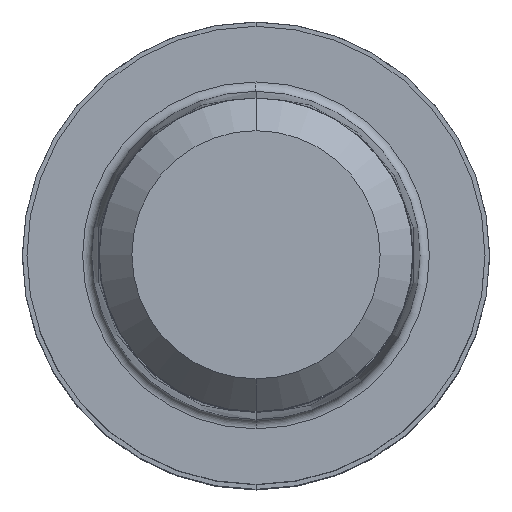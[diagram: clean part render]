
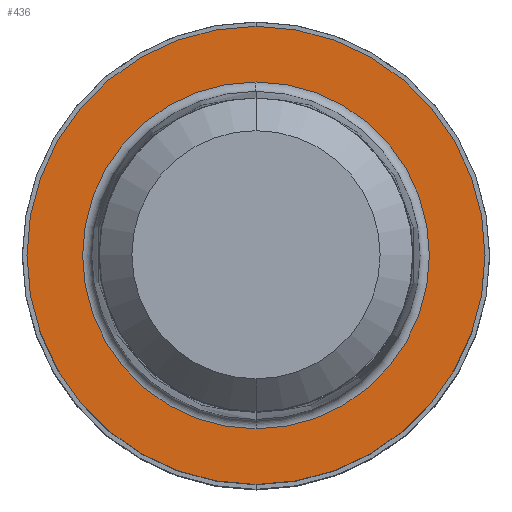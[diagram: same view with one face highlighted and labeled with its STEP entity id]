
A CAD part, top view. The second image highlights one B-rep face of the part: STEP entity #436.
In plain terms, the highlighted planar face has unit normal (0, 0, 1).
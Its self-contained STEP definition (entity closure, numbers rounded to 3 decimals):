
#222=VERTEX_POINT('',#522);
#230=EDGE_CURVE('',#246,#352,#532,.T.);
#246=VERTEX_POINT('',#549);
#272=EDGE_CURVE('',#352,#246,#580,.T.);
#352=VERTEX_POINT('',#672);
#416=EDGE_CURVE('',#222,#434,#741,.T.);
#422=EDGE_CURVE('',#434,#222,#747,.T.);
#434=VERTEX_POINT('',#759);
#436=ADVANCED_FACE('',(#761,#762),#763,.T.);
#522=CARTESIAN_POINT('',(0.,-7.42,0.01));
#532=CIRCLE('',#874,9.8);
#549=CARTESIAN_POINT('',(0.,-9.8,0.01));
#580=CIRCLE('',#929,9.8);
#672=CARTESIAN_POINT('',(0.0,9.8,0.01));
#741=CIRCLE('',#1134,7.42);
#747=CIRCLE('',#1141,7.42);
#759=CARTESIAN_POINT('',(0.0,7.42,0.01));
#761=FACE_OUTER_BOUND('',#1160,.T.);
#762=FACE_BOUND('',#1161,.T.);
#763=PLANE('',#1162);
#874=AXIS2_PLACEMENT_3D('',#1284,#1285,#1286);
#929=AXIS2_PLACEMENT_3D('',#1355,#1356,#1357);
#1134=AXIS2_PLACEMENT_3D('',#1549,#1550,#1551);
#1141=AXIS2_PLACEMENT_3D('',#1552,#1553,#1554);
#1160=EDGE_LOOP('',(#1561,#1562));
#1161=EDGE_LOOP('',(#1563,#1564));
#1162=AXIS2_PLACEMENT_3D('',#1565,#1566,#1567);
#1284=CARTESIAN_POINT('',(0.0,0.0,0.01));
#1285=DIRECTION('',(0.0,0.0,-1.0));
#1286=DIRECTION('',(0.0,1.0,0.0));
#1355=CARTESIAN_POINT('',(0.0,0.0,0.01));
#1356=DIRECTION('',(0.0,0.0,-1.0));
#1357=DIRECTION('',(0.0,1.0,0.0));
#1549=CARTESIAN_POINT('',(0.0,0.0,0.01));
#1550=DIRECTION('',(0.0,0.0,-1.0));
#1551=DIRECTION('',(0.0,1.0,0.0));
#1552=CARTESIAN_POINT('',(0.0,0.0,0.01));
#1553=DIRECTION('',(0.0,0.0,-1.0));
#1554=DIRECTION('',(0.0,1.0,0.0));
#1561=ORIENTED_EDGE('',*,*,#272,.F.);
#1562=ORIENTED_EDGE('',*,*,#230,.F.);
#1563=ORIENTED_EDGE('',*,*,#422,.T.);
#1564=ORIENTED_EDGE('',*,*,#416,.T.);
#1565=CARTESIAN_POINT('',(0.0,4.9,0.01));
#1566=DIRECTION('',(-0.0,0.0,1.0));
#1567=DIRECTION('',(0.0,-1.0,0.0));
